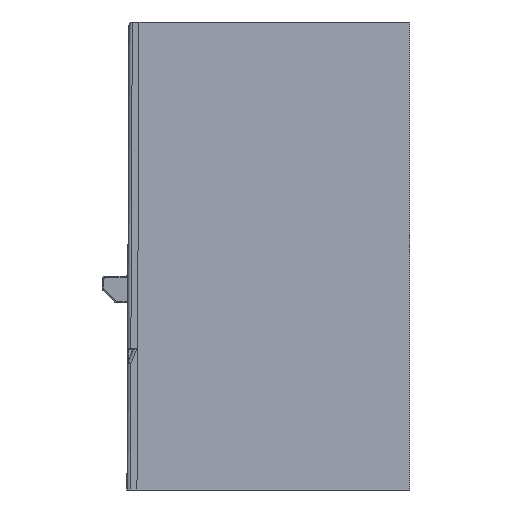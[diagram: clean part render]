
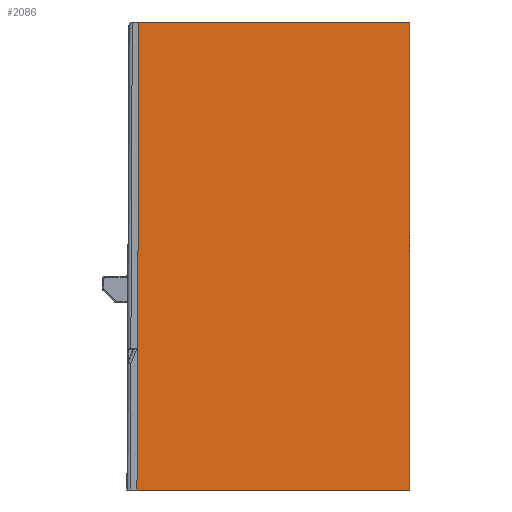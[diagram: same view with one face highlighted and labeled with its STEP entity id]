
A CAD part, left-side view. The second image highlights one B-rep face of the part: STEP entity #2086.
In plain terms, the highlighted planar face has unit normal (-1, 0, 0.004).
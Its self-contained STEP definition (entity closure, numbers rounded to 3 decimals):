
#2051=AXIS2_PLACEMENT_3D('Plane Axis2P3D',#2048,#2049,#2050) ;
#864=CARTESIAN_POINT('Vertex',(-91.445,40.5,0.)) ;
#867=CARTESIAN_POINT('Line Origine',(-91.445,20.25,0.)) ;
#871=CARTESIAN_POINT('Vertex',(-91.445,0.,0.)) ;
#2048=CARTESIAN_POINT('Axis2P3D Location',(-91.75,40.5,-70.)) ;
#2053=CARTESIAN_POINT('Line Origine',(-91.597,40.653,-35.)) ;
#2057=CARTESIAN_POINT('Vertex',(-91.75,40.805,-70.)) ;
#2060=CARTESIAN_POINT('Line Origine',(-91.75,38.403,-70.)) ;
#2064=CARTESIAN_POINT('Vertex',(-91.75,36.,-70.)) ;
#2067=CARTESIAN_POINT('Line Origine',(-91.75,18.,-70.)) ;
#2071=CARTESIAN_POINT('Vertex',(-91.75,0.,-70.)) ;
#2074=CARTESIAN_POINT('Line Origine',(-91.597,0.,-35.)) ;
#868=DIRECTION('Vector Direction',(0.,1.,0.)) ;
#2049=DIRECTION('Axis2P3D Direction',(-1.,0.,0.004)) ;
#2050=DIRECTION('Axis2P3D XDirection',(0.004,0.,1.)) ;
#2054=DIRECTION('Vector Direction',(-0.004,0.004,-1.)) ;
#2061=DIRECTION('Vector Direction',(0.,-1.,0.)) ;
#2068=DIRECTION('Vector Direction',(0.,1.,0.)) ;
#2075=DIRECTION('Vector Direction',(-0.004,0.,-1.)) ;
#869=VECTOR('Line Direction',#868,1.) ;
#2055=VECTOR('Line Direction',#2054,1.) ;
#2062=VECTOR('Line Direction',#2061,1.) ;
#2069=VECTOR('Line Direction',#2068,1.) ;
#2076=VECTOR('Line Direction',#2075,1.) ;
#2080=ORIENTED_EDGE('',*,*,#873,.T.) ;
#2081=ORIENTED_EDGE('',*,*,#2059,.F.) ;
#2082=ORIENTED_EDGE('',*,*,#2066,.T.) ;
#2083=ORIENTED_EDGE('',*,*,#2073,.F.) ;
#2084=ORIENTED_EDGE('',*,*,#2078,.T.) ;
#2086=ADVANCED_FACE('Hauptkoerper nicht benutzen',(#2085),#2052,.T.) ;
#873=EDGE_CURVE('',#872,#865,#870,.T.) ;
#2059=EDGE_CURVE('',#2058,#865,#2056,.F.) ;
#2066=EDGE_CURVE('',#2058,#2065,#2063,.T.) ;
#2073=EDGE_CURVE('',#2072,#2065,#2070,.T.) ;
#2078=EDGE_CURVE('',#2072,#872,#2077,.F.) ;
#2079=EDGE_LOOP('',(#2080,#2081,#2082,#2083,#2084)) ;
#2085=FACE_OUTER_BOUND('',#2079,.T.) ;
#870=LINE('Line',#867,#869) ;
#2056=LINE('Line',#2053,#2055) ;
#2063=LINE('Line',#2060,#2062) ;
#2070=LINE('Line',#2067,#2069) ;
#2077=LINE('Line',#2074,#2076) ;
#2052=PLANE('Plane',#2051) ;
#865=VERTEX_POINT('',#864) ;
#872=VERTEX_POINT('',#871) ;
#2058=VERTEX_POINT('',#2057) ;
#2065=VERTEX_POINT('',#2064) ;
#2072=VERTEX_POINT('',#2071) ;
